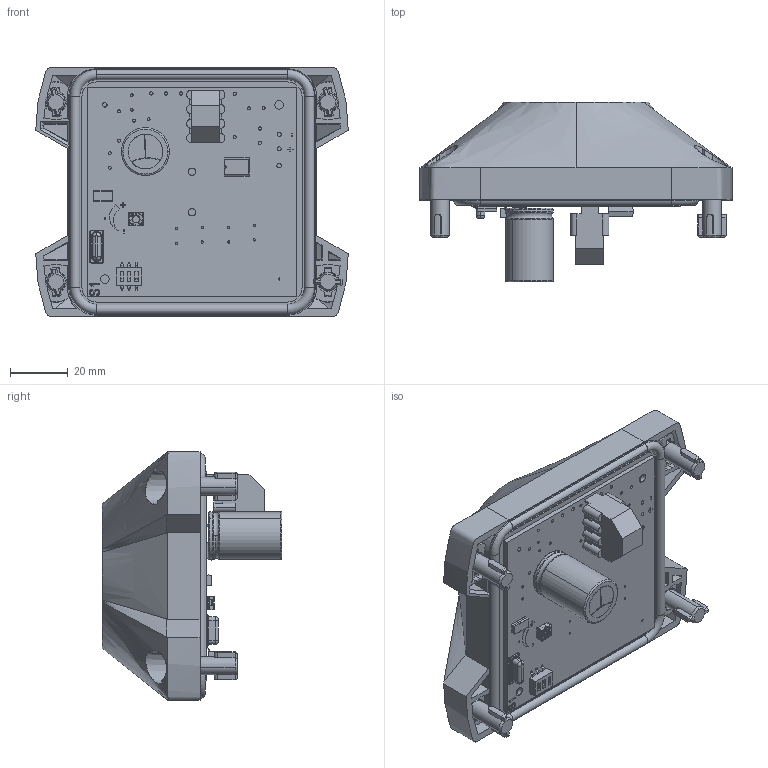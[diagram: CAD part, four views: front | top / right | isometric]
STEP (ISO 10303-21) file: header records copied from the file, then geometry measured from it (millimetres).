
FILE_DESCRIPTION (( 'STEP AP203' ), '1' );
FILE_NAME ('21516813000.step', '2025-08-20T19:25:31', ( '' ), ( '' ), 'SwSTEP 2.0', 'SolidWorks 2024', '' );
FILE_SCHEMA (( 'CONFIG_CONTROL_DESIGN' ));
Length unit declared in the file: millimetre
Products named in the file (1): 21516813000
Bounding box: 108 x 62.07 x 86 mm (x, y, z)
Volume: 219199.6 mm3; surface area: 53230.9 mm2
Topology: 17 solids, 17 shells, 1949 faces, 4819 edges, 2964 vertices
Faces by surface type: plane 787, cylinder 409, bspline 395, torus 133, sphere 126, cone 99
Entity records: 69622 total; most frequent: CARTESIAN_POINT 26394, ORIENTED_EDGE 9638, DIRECTION 8132, EDGE_CURVE 4819, AXIS2_PLACEMENT_3D 3031, VERTEX_POINT 2964, EDGE_LOOP 2103, LINE 2070
